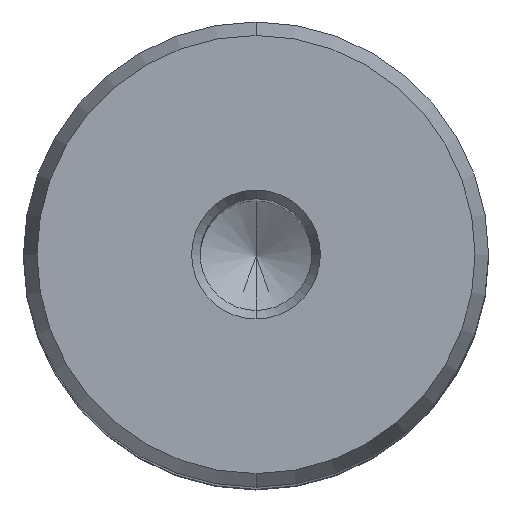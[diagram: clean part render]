
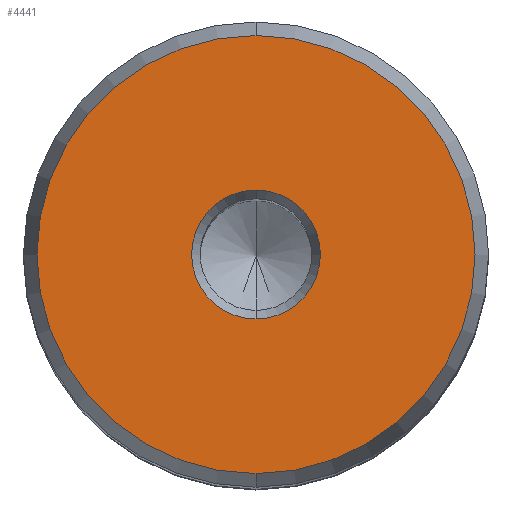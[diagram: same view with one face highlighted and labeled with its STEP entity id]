
A CAD part, top view. The second image highlights one B-rep face of the part: STEP entity #4441.
In plain terms, the highlighted planar face has unit normal (0, 0, 1).
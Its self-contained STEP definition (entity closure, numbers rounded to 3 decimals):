
#39=CARTESIAN_POINT('',(0.,0.,0.));
#40=DIRECTION('',(0.,0.,-1.));
#41=DIRECTION('',(0.,1.,0.));
#42=AXIS2_PLACEMENT_3D('',#39,#40,#41);
#48=CARTESIAN_POINT('',(0.,0.,0.));
#49=DIRECTION('',(0.,0.,-1.));
#50=DIRECTION('',(0.,-1.,0.));
#51=AXIS2_PLACEMENT_3D('',#48,#49,#50);
#70=CARTESIAN_POINT('',(0.,0.,0.));
#71=DIRECTION('',(0.,0.,-1.));
#72=DIRECTION('',(0.,1.,0.));
#73=AXIS2_PLACEMENT_3D('',#70,#71,#72);
#78=CARTESIAN_POINT('',(0.,0.,0.));
#79=DIRECTION('',(0.,0.,1.));
#80=DIRECTION('',(0.,1.,0.));
#81=AXIS2_PLACEMENT_3D('',#78,#79,#80);
#4166=CARTESIAN_POINT('',(0.,3.462,0.));
#4167=VERTEX_POINT('',#4166);
#4168=CARTESIAN_POINT('',(0.,-3.462,0.));
#4169=VERTEX_POINT('',#4168);
#4204=CARTESIAN_POINT('',(0.,11.772,0.));
#4205=VERTEX_POINT('',#4204);
#4206=CARTESIAN_POINT('',(0.,-11.772,0.));
#4207=VERTEX_POINT('',#4206);
#4424=CARTESIAN_POINT('',(0.,0.,0.));
#4425=DIRECTION('',(0.,0.,1.));
#4426=DIRECTION('',(0.,-1.,0.));
#4427=AXIS2_PLACEMENT_3D('',#4424,#4425,#4426);
#4428=PLANE('',#4427);
#4430=ORIENTED_EDGE('',*,*,#4429,.T.);
#4432=ORIENTED_EDGE('',*,*,#4431,.F.);
#4433=EDGE_LOOP('',(#4430,#4432));
#4434=FACE_OUTER_BOUND('',#4433,.F.);
#4436=ORIENTED_EDGE('',*,*,#4435,.F.);
#4438=ORIENTED_EDGE('',*,*,#4437,.F.);
#4439=EDGE_LOOP('',(#4436,#4438));
#4440=FACE_BOUND('',#4439,.F.);
#43=CIRCLE('',#42,3.462);
#52=CIRCLE('',#51,3.462);
#74=CIRCLE('',#73,11.772);
#82=CIRCLE('',#81,11.772);
#4429=EDGE_CURVE('',#4205,#4207,#74,.T.);
#4431=EDGE_CURVE('',#4205,#4207,#82,.T.);
#4435=EDGE_CURVE('',#4167,#4169,#43,.T.);
#4437=EDGE_CURVE('',#4169,#4167,#52,.T.);
#4441=ADVANCED_FACE('',(#4434,#4440),#4428,.T.);
